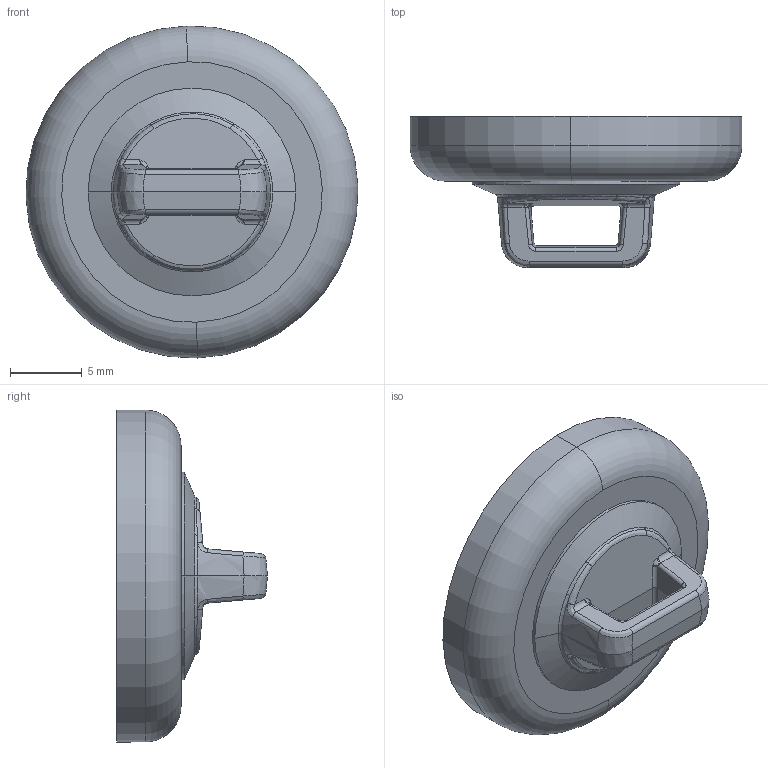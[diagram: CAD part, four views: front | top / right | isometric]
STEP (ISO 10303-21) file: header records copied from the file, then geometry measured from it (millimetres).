
FILE_DESCRIPTION (( 'STEP AP203' ), '1' );
FILE_NAME ('62416.STEP', '2022-11-16T20:23:52', ( '' ), ( '' ), 'SwSTEP 2.0', 'SolidWorks 2021', '' );
FILE_SCHEMA (( 'CONFIG_CONTROL_DESIGN' ));
Length unit declared in the file: millimetre
Products named in the file (5): 62435_Installed; 62416; 82004 MAGNET; 82004W CUP; 82004W
Assembly tree (4 placements, depth 3):
  62416
    62435_Installed
    82004W
      82004W CUP
      82004 MAGNET
Bounding box: 23.19 x 10.53 x 23.19 mm (x, y, z)
Volume: 1681.6 mm3; surface area: 2440.3 mm2
Topology: 3 solids, 3 shells, 256 faces, 634 edges, 378 vertices
Faces by surface type: plane 87, cylinder 64, bspline 60, torus 26, sphere 10, cone 9
Entity records: 9234 total; most frequent: CARTESIAN_POINT 3201, ORIENTED_EDGE 1260, DIRECTION 1048, EDGE_CURVE 630, AXIS2_PLACEMENT_3D 393, VERTEX_POINT 378, EDGE_LOOP 264, VECTOR 262
